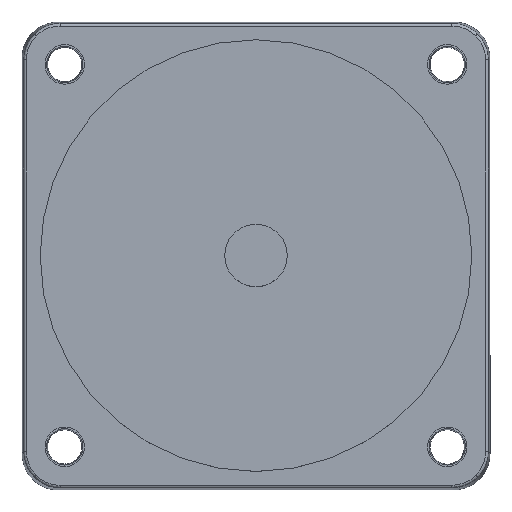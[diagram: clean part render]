
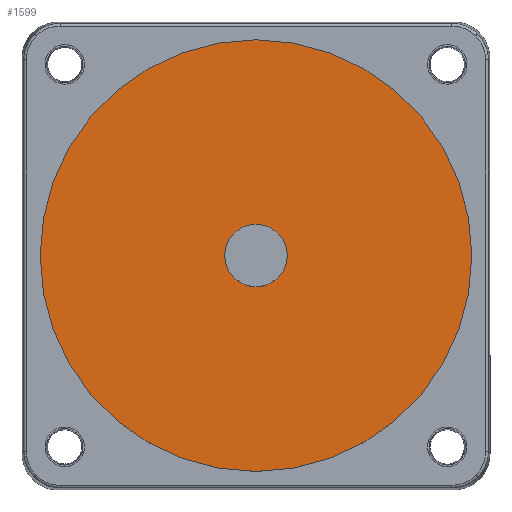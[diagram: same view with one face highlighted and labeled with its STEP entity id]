
A CAD part, top view. The second image highlights one B-rep face of the part: STEP entity #1599.
In plain terms, the highlighted face is planar.
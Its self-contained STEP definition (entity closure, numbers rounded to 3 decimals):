
#32 = DIRECTION ( 'NONE',  ( -1., 0., 0. ) ) ;
#33 = DIRECTION ( 'NONE',  ( 0., 0., -1. ) ) ;
#36 = AXIS2_PLACEMENT_3D ( 'NONE', #41, #33, #32 ) ;
#41 = CARTESIAN_POINT ( 'NONE',  ( 0., 0., -42.5 ) ) ;
#1218 = VERTEX_POINT ( 'NONE', #3813 ) ;
#1246 = VERTEX_POINT ( 'NONE', #3829 ) ;
#1247 = EDGE_CURVE ( 'NONE', #1246, #1218, #3822, .T. ) ;
#1465 = VERTEX_POINT ( 'NONE', #4404 ) ;
#1512 = VERTEX_POINT ( 'NONE', #4633 ) ;
#1552 = EDGE_CURVE ( 'NONE', #1465, #1512, #4602, .T. ) ;
#1574 = EDGE_CURVE ( 'NONE', #1218, #1246, #4749, .T. ) ;
#1576 = EDGE_LOOP ( 'NONE', ( #1647, #1666 ) ) ;
#1599 = ADVANCED_FACE ( 'NONE', ( #4859, #4858 ), #4857, .T. ) ;
#1600 = ORIENTED_EDGE ( 'NONE', *, *, #1247, .T. ) ;
#1647 = ORIENTED_EDGE ( 'NONE', *, *, #1649, .T. ) ;
#1648 = ORIENTED_EDGE ( 'NONE', *, *, #1574, .T. ) ;
#1649 = EDGE_CURVE ( 'NONE', #1512, #1465, #7031, .T. ) ;
#1662 = EDGE_LOOP ( 'NONE', ( #1600, #1648 ) ) ;
#1666 = ORIENTED_EDGE ( 'NONE', *, *, #1552, .T. ) ;
#3774 = DIRECTION ( 'NONE',  ( 0., -1., 0. ) ) ;
#3775 = DIRECTION ( 'NONE',  ( 0., 0., 1. ) ) ;
#3781 = CARTESIAN_POINT ( 'NONE',  ( 0., 0., -42.5 ) ) ;
#3813 = CARTESIAN_POINT ( 'NONE',  ( 0., 6., -42.5 ) ) ;
#3818 = AXIS2_PLACEMENT_3D ( 'NONE', #3781, #3775, #3774 ) ;
#3822 = CIRCLE ( 'NONE', #3818, 6. ) ;
#3829 = CARTESIAN_POINT ( 'NONE',  ( 0., -6., -42.5 ) ) ;
#4404 = CARTESIAN_POINT ( 'NONE',  ( -41.5, 0., -42.5 ) ) ;
#4592 = DIRECTION ( 'NONE',  ( -1., 0., 0. ) ) ;
#4593 = DIRECTION ( 'NONE',  ( 0., 0., -1. ) ) ;
#4600 = CARTESIAN_POINT ( 'NONE',  ( 0., 0., -42.5 ) ) ;
#4602 = CIRCLE ( 'NONE', #4605, 41.5 ) ;
#4605 = AXIS2_PLACEMENT_3D ( 'NONE', #4600, #4593, #4592 ) ;
#4633 = CARTESIAN_POINT ( 'NONE',  ( 41.5, 0., -42.5 ) ) ;
#4744 = DIRECTION ( 'NONE',  ( 0., -1., 0. ) ) ;
#4745 = CARTESIAN_POINT ( 'NONE',  ( 0., 0., -42.5 ) ) ;
#4748 = AXIS2_PLACEMENT_3D ( 'NONE', #4745, #4750, #4744 ) ;
#4749 = CIRCLE ( 'NONE', #4748, 6. ) ;
#4750 = DIRECTION ( 'NONE',  ( 0., 0., 1. ) ) ;
#4845 = DIRECTION ( 'NONE',  ( -1., 0., 0. ) ) ;
#4846 = DIRECTION ( 'NONE',  ( 0., 0., -1. ) ) ;
#4848 = CARTESIAN_POINT ( 'NONE',  ( 0., 0., -42.5 ) ) ;
#4852 = AXIS2_PLACEMENT_3D ( 'NONE', #4848, #4846, #4845 ) ;
#4857 = PLANE ( 'NONE',  #4852 ) ;
#4858 = FACE_BOUND ( 'NONE', #1662, .T. ) ;
#4859 = FACE_OUTER_BOUND ( 'NONE', #1576, .T. ) ;
#7031 = CIRCLE ( 'NONE', #36, 41.5 ) ;
